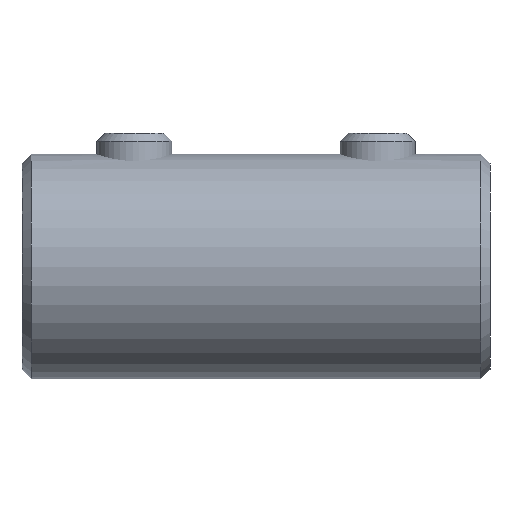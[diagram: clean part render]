
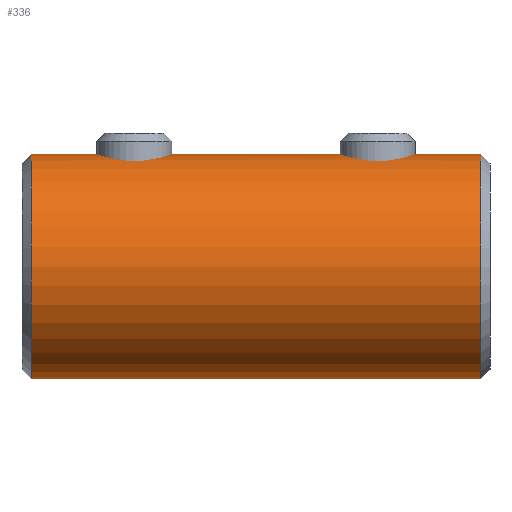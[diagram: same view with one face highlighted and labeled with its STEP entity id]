
A CAD part, left-side view. The second image highlights one B-rep face of the part: STEP entity #336.
In plain terms, the highlighted cylindrical face has radius 6 mm (diameter 12 mm), a full revolution.
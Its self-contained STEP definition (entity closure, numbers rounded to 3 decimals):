
#54=FACE_BOUND('',#115,.T.);
#55=FACE_BOUND('',#116,.T.);
#56=FACE_BOUND('',#117,.T.);
#72=CIRCLE('',#363,6.);
#73=CIRCLE('',#364,6.);
#84=CYLINDRICAL_SURFACE('',#362,6.);
#90=FACE_OUTER_BOUND('',#114,.T.);
#114=EDGE_LOOP('',(#261));
#115=EDGE_LOOP('',(#262));
#116=EDGE_LOOP('',(#263));
#117=EDGE_LOOP('',(#264));
#156=B_SPLINE_CURVE_WITH_KNOTS('',3,(#594,#595,#596,#597,#598,#599,#600,
#601,#602,#603,#604,#605,#606,#607,#608,#609,#610,#611,#612),
 .UNSPECIFIED.,.T.,.F.,(4,1,1,1,1,1,1,1,1,1,1,1,1,1,1,1,4),(-1.719,
-1.649,-1.579,-1.508,-1.438,
-1.368,-1.298,-1.263,-1.158,
-1.14,-1.123,-1.088,-1.017,
-0.947,-0.877,-0.807,-0.737),
 .UNSPECIFIED.);
#157=B_SPLINE_CURVE_WITH_KNOTS('',3,(#617,#618,#619,#620,#621,#622,#623,
#624,#625,#626,#627,#628,#629,#630,#631,#632,#633,#634,#635,#636,#637,#638,
#639,#640,#641,#642),.UNSPECIFIED.,.T.,.F.,(4,1,1,1,1,2,1,1,1,1,1,1,1,1,
1,1,2,1,1,1,1,4),(-1.228,-1.166,-1.13,
-1.08,-1.056,-0.982,-0.933,
-0.884,-0.835,-0.786,-0.737,
-0.712,-0.688,-0.638,-0.589,
-0.54,-0.491,-0.467,-0.393,
-0.344,-0.307,-0.246),.UNSPECIFIED.);
#189=VERTEX_POINT('',#572);
#191=VERTEX_POINT('',#614);
#192=VERTEX_POINT('',#616);
#193=VERTEX_POINT('',#643);
#221=EDGE_CURVE('',#189,#189,#156,.T.);
#222=EDGE_CURVE('',#191,#191,#72,.T.);
#223=EDGE_CURVE('',#192,#192,#157,.T.);
#224=EDGE_CURVE('',#193,#193,#73,.T.);
#261=ORIENTED_EDGE('',*,*,#222,.F.);
#262=ORIENTED_EDGE('',*,*,#223,.F.);
#263=ORIENTED_EDGE('',*,*,#224,.F.);
#264=ORIENTED_EDGE('',*,*,#221,.F.);
#336=ADVANCED_FACE('',(#90,#54,#55,#56),#84,.T.);
#362=AXIS2_PLACEMENT_3D('',#613,#404,#405);
#363=AXIS2_PLACEMENT_3D('',#615,#406,#407);
#364=AXIS2_PLACEMENT_3D('',#644,#408,#409);
#404=DIRECTION('center_axis',(0.,-1.,0.));
#405=DIRECTION('ref_axis',(1.,0.,0.));
#406=DIRECTION('center_axis',(0.,-1.,0.));
#407=DIRECTION('ref_axis',(1.,0.,0.));
#408=DIRECTION('center_axis',(0.,1.,0.));
#409=DIRECTION('ref_axis',(1.,0.,0.));
#572=CARTESIAN_POINT('',(0.,-7.821,6.));
#594=CARTESIAN_POINT('Ctrl Pts',(0.,-7.822,
5.999));
#595=CARTESIAN_POINT('Ctrl Pts',(0.262,-7.822,5.999));
#596=CARTESIAN_POINT('Ctrl Pts',(0.831,-7.685,5.958));
#597=CARTESIAN_POINT('Ctrl Pts',(1.459,-7.186,5.826));
#598=CARTESIAN_POINT('Ctrl Pts',(1.829,-6.412,5.714));
#599=CARTESIAN_POINT('Ctrl Pts',(1.826,-5.585,5.714));
#600=CARTESIAN_POINT('Ctrl Pts',(1.456,-4.812,5.827));
#601=CARTESIAN_POINT('Ctrl Pts',(0.934,-4.4,5.935));
#602=CARTESIAN_POINT('Ctrl Pts',(0.136,-4.115,6.018));
#603=CARTESIAN_POINT('Ctrl Pts',(-0.484,-4.192,5.994));
#604=CARTESIAN_POINT('Ctrl Pts',(-0.973,-4.459,5.92));
#605=CARTESIAN_POINT('Ctrl Pts',(-1.191,-4.619,5.881));
#606=CARTESIAN_POINT('Ctrl Pts',(-1.516,-4.937,5.809));
#607=CARTESIAN_POINT('Ctrl Pts',(-1.83,-5.59,5.713));
#608=CARTESIAN_POINT('Ctrl Pts',(-1.828,-6.41,5.715));
#609=CARTESIAN_POINT('Ctrl Pts',(-1.459,-7.188,5.826));
#610=CARTESIAN_POINT('Ctrl Pts',(-0.831,-7.685,5.958));
#611=CARTESIAN_POINT('Ctrl Pts',(-0.262,-7.822,5.999));
#612=CARTESIAN_POINT('Ctrl Pts',(0.,-7.822,
5.999));
#613=CARTESIAN_POINT('Origin',(0.,0.,0.));
#614=CARTESIAN_POINT('',(-6.,-24.5,0.));
#615=CARTESIAN_POINT('Origin',(0.,-24.5,0.));
#616=CARTESIAN_POINT('',(0.,-17.179,6.));
#617=CARTESIAN_POINT('Ctrl Pts',(-0.001,-17.179,
6.));
#618=CARTESIAN_POINT('Ctrl Pts',(-0.231,-17.179,6.));
#619=CARTESIAN_POINT('Ctrl Pts',(-0.62,-17.253,5.977));
#620=CARTESIAN_POINT('Ctrl Pts',(-1.129,-17.545,5.898));
#621=CARTESIAN_POINT('Ctrl Pts',(-1.416,-17.835,5.832));
#622=CARTESIAN_POINT('Ctrl Pts',(-1.721,-18.328,5.75));
#623=CARTESIAN_POINT('Ctrl Pts',(-1.813,-18.722,5.719));
#624=CARTESIAN_POINT('Ctrl Pts',(-1.812,-19.184,5.719));
#625=CARTESIAN_POINT('Ctrl Pts',(-1.756,-19.573,5.738));
#626=CARTESIAN_POINT('Ctrl Pts',(-1.482,-20.1,5.817));
#627=CARTESIAN_POINT('Ctrl Pts',(-1.097,-20.489,5.905));
#628=CARTESIAN_POINT('Ctrl Pts',(-0.569,-20.765,5.982));
#629=CARTESIAN_POINT('Ctrl Pts',(-0.092,-20.836,
6.004));
#630=CARTESIAN_POINT('Ctrl Pts',(0.279,-20.807,5.996));
#631=CARTESIAN_POINT('Ctrl Pts',(0.659,-20.719,5.969));
#632=CARTESIAN_POINT('Ctrl Pts',(1.096,-20.488,5.905));
#633=CARTESIAN_POINT('Ctrl Pts',(1.483,-20.1,5.817));
#634=CARTESIAN_POINT('Ctrl Pts',(1.756,-19.573,5.738));
#635=CARTESIAN_POINT('Ctrl Pts',(1.813,-19.184,5.72));
#636=CARTESIAN_POINT('Ctrl Pts',(1.812,-18.908,5.72));
#637=CARTESIAN_POINT('Ctrl Pts',(1.788,-18.528,5.727));
#638=CARTESIAN_POINT('Ctrl Pts',(1.549,-17.963,5.802));
#639=CARTESIAN_POINT('Ctrl Pts',(1.127,-17.544,5.898));
#640=CARTESIAN_POINT('Ctrl Pts',(0.621,-17.253,5.976));
#641=CARTESIAN_POINT('Ctrl Pts',(0.23,-17.179,6.));
#642=CARTESIAN_POINT('Ctrl Pts',(-0.001,-17.179,
6.));
#643=CARTESIAN_POINT('',(-6.,-0.5,0.));
#644=CARTESIAN_POINT('Origin',(0.,-0.5,0.));
